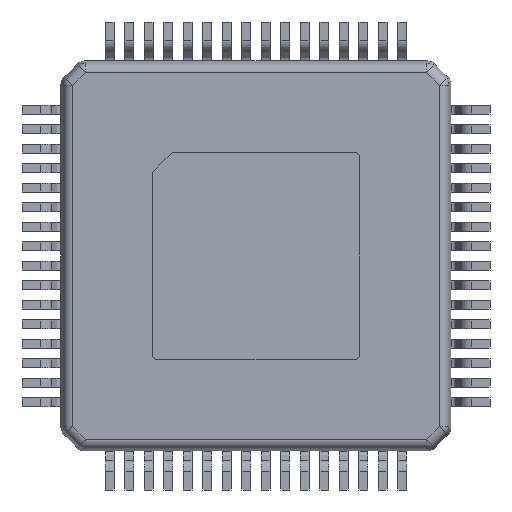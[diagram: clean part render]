
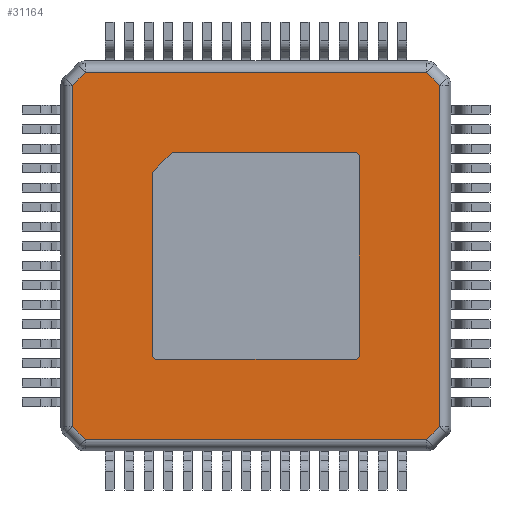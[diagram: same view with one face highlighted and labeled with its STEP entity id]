
A CAD part, front view. The second image highlights one B-rep face of the part: STEP entity #31164.
In plain terms, the highlighted planar face has unit normal (0, -1, 0).
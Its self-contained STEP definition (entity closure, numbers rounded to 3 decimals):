
#31024 = CARTESIAN_POINT ( 'NONE',  ( 2.65, 0.05, -2.55 ) ) ;
#31025 = VERTEX_POINT ( 'NONE', #31024 ) ;
#31026 = CARTESIAN_POINT ( 'NONE',  ( 2.65, 0.05, 2.55 ) ) ;
#31027 = VERTEX_POINT ( 'NONE', #31026 ) ;
#31028 = CARTESIAN_POINT ( 'NONE',  ( 2.65, 0.05, -2.65 ) ) ;
#31029 = DIRECTION ( 'NONE',  ( 0., 0., 1. ) ) ;
#31030 = VECTOR ( 'NONE', #31029, 1000. ) ;
#31031 = LINE ( 'NONE', #31028, #31030 ) ;
#31032 = EDGE_CURVE ( 'NONE', #31025, #31027, #31031, .T. ) ;
#31033 = ORIENTED_EDGE ( 'NONE', *, *, #31032, .F. ) ;
#31034 = CARTESIAN_POINT ( 'NONE',  ( 2.55, 0.05, -2.65 ) ) ;
#31035 = VERTEX_POINT ( 'NONE', #31034 ) ;
#31036 = CARTESIAN_POINT ( 'NONE',  ( 2.55, 0.05, -2.55 ) ) ;
#31037 = DIRECTION ( 'NONE',  ( 0., 1., 0. ) ) ;
#31038 = DIRECTION ( 'NONE',  ( 0., 0., -1. ) ) ;
#31039 = AXIS2_PLACEMENT_3D ( 'NONE', #31036, #31037, #31038 ) ;
#31040 = CIRCLE ( 'NONE', #31039, 0.1) ;
#31041 = EDGE_CURVE ( 'NONE', #31025, #31035, #31040, .T. ) ;
#31042 = ORIENTED_EDGE ( 'NONE', *, *, #31041, .T. ) ;
#31043 = CARTESIAN_POINT ( 'NONE',  ( -2.55, 0.05, -2.65 ) ) ;
#31044 = VERTEX_POINT ( 'NONE', #31043 ) ;
#31045 = CARTESIAN_POINT ( 'NONE',  ( -2.65, 0.05, -2.65 ) ) ;
#31046 = DIRECTION ( 'NONE',  ( 1., 0., 0. ) ) ;
#31047 = VECTOR ( 'NONE', #31046, 1000. ) ;
#31048 = LINE ( 'NONE', #31045, #31047 ) ;
#31049 = EDGE_CURVE ( 'NONE', #31044, #31035, #31048, .T. ) ;
#31050 = ORIENTED_EDGE ( 'NONE', *, *, #31049, .F. ) ;
#31051 = CARTESIAN_POINT ( 'NONE',  ( -2.65, 0.05, -2.55 ) ) ;
#31052 = VERTEX_POINT ( 'NONE', #31051 ) ;
#31053 = CARTESIAN_POINT ( 'NONE',  ( -2.55, 0.05, -2.55 ) ) ;
#31054 = DIRECTION ( 'NONE',  ( 0., 1., 0. ) ) ;
#31055 = DIRECTION ( 'NONE',  ( 0., 0., -1. ) ) ;
#31056 = AXIS2_PLACEMENT_3D ( 'NONE', #31053, #31054, #31055 ) ;
#31057 = CIRCLE ( 'NONE', #31056, 0.1) ;
#31058 = EDGE_CURVE ( 'NONE', #31044, #31052, #31057, .T. ) ;
#31059 = ORIENTED_EDGE ( 'NONE', *, *, #31058, .T. ) ;
#31060 = CARTESIAN_POINT ( 'NONE',  ( -2.65, 0.05, 2.15 ) ) ;
#31061 = VERTEX_POINT ( 'NONE', #31060 ) ;
#31062 = CARTESIAN_POINT ( 'NONE',  ( -2.65, 0.05, -2.65 ) ) ;
#31063 = DIRECTION ( 'NONE',  ( 0., 0., -1. ) ) ;
#31064 = VECTOR ( 'NONE', #31063, 1000. ) ;
#31065 = LINE ( 'NONE', #31062, #31064 ) ;
#31066 = EDGE_CURVE ( 'NONE', #31061, #31052, #31065, .T. ) ;
#31067 = ORIENTED_EDGE ( 'NONE', *, *, #31066, .F. ) ;
#31068 = CARTESIAN_POINT ( 'NONE',  ( -2.15, 0.05, 2.65 ) ) ;
#31069 = VERTEX_POINT ( 'NONE', #31068 ) ;
#31070 = CARTESIAN_POINT ( 'NONE',  ( -2.65, 0.05, 2.15 ) ) ;
#31071 = DIRECTION ( 'NONE',  ( 0.707, 0., 0.707 ) ) ;
#31072 = VECTOR ( 'NONE', #31071, 1000. ) ;
#31073 = LINE ( 'NONE', #31070, #31072 ) ;
#31074 = EDGE_CURVE ( 'NONE', #31061, #31069, #31073, .T. ) ;
#31075 = ORIENTED_EDGE ( 'NONE', *, *, #31074, .T. ) ;
#31076 = CARTESIAN_POINT ( 'NONE',  ( 2.55, 0.05, 2.65 ) ) ;
#31077 = VERTEX_POINT ( 'NONE', #31076 ) ;
#31078 = CARTESIAN_POINT ( 'NONE',  ( -2.65, 0.05, 2.65 ) ) ;
#31079 = DIRECTION ( 'NONE',  ( -1., 0., 0. ) ) ;
#31080 = VECTOR ( 'NONE', #31079, 1000. ) ;
#31081 = LINE ( 'NONE', #31078, #31080 ) ;
#31082 = EDGE_CURVE ( 'NONE', #31077, #31069, #31081, .T. ) ;
#31083 = ORIENTED_EDGE ( 'NONE', *, *, #31082, .F. ) ;
#31084 = CARTESIAN_POINT ( 'NONE',  ( 2.55, 0.05, 2.55 ) ) ;
#31085 = DIRECTION ( 'NONE',  ( 0., 1., 0. ) ) ;
#31086 = DIRECTION ( 'NONE',  ( 0., 0., -1. ) ) ;
#31087 = AXIS2_PLACEMENT_3D ( 'NONE', #31084, #31085, #31086 ) ;
#31088 = CIRCLE ( 'NONE', #31087, 0.1) ;
#31089 = EDGE_CURVE ( 'NONE', #31077, #31027, #31088, .T. ) ;
#31090 = ORIENTED_EDGE ( 'NONE', *, *, #31089, .T. ) ;
#31091 = EDGE_LOOP ( 'NONE', ( #31033, #31042, #31050, #31059, #31067, #31075, #31083, #31090 ) ) ;
#31092 = FACE_BOUND ( 'NONE', #31091, .T. ) ;
#31093 = CARTESIAN_POINT ( 'NONE',  ( -4.701, 0.05, 4.376 ) ) ;
#31094 = VERTEX_POINT ( 'NONE', #31093 ) ;
#31095 = CARTESIAN_POINT ( 'NONE',  ( -4.701, 0.05, -4.376 ) ) ;
#31096 = VERTEX_POINT ( 'NONE', #31095 ) ;
#31097 = CARTESIAN_POINT ( 'NONE',  ( -4.701, 0.05, 0. ) ) ;
#31098 = DIRECTION ( 'NONE',  ( 0., 0., -1. ) ) ;
#31099 = VECTOR ( 'NONE', #31098, 1000. ) ;
#31100 = LINE ( 'NONE', #31097, #31099 ) ;
#31101 = EDGE_CURVE ( 'NONE', #31094, #31096, #31100, .T. ) ;
#31102 = ORIENTED_EDGE ( 'NONE', *, *, #31101, .T. ) ;
#31103 = CARTESIAN_POINT ( 'NONE',  ( -4.376, 0.05, -4.701 ) ) ;
#31104 = VERTEX_POINT ( 'NONE', #31103 ) ;
#31105 = CARTESIAN_POINT ( 'NONE',  ( -4.539, 0.05, -4.539 ) ) ;
#31106 = DIRECTION ( 'NONE',  ( 0.707, 0., -0.707 ) ) ;
#31107 = VECTOR ( 'NONE', #31106, 1000. ) ;
#31108 = LINE ( 'NONE', #31105, #31107 ) ;
#31109 = EDGE_CURVE ( 'NONE', #31096, #31104, #31108, .T. ) ;
#31110 = ORIENTED_EDGE ( 'NONE', *, *, #31109, .T. ) ;
#31111 = CARTESIAN_POINT ( 'NONE',  ( 4.376, 0.05, -4.701 ) ) ;
#31112 = VERTEX_POINT ( 'NONE', #31111 ) ;
#31113 = CARTESIAN_POINT ( 'NONE',  ( 0., 0.05, -4.701 ) ) ;
#31114 = DIRECTION ( 'NONE',  ( 1., 0., 0. ) ) ;
#31115 = VECTOR ( 'NONE', #31114, 1000. ) ;
#31116 = LINE ( 'NONE', #31113, #31115 ) ;
#31117 = EDGE_CURVE ( 'NONE', #31104, #31112, #31116, .T. ) ;
#31118 = ORIENTED_EDGE ( 'NONE', *, *, #31117, .T. ) ;
#31119 = CARTESIAN_POINT ( 'NONE',  ( 4.701, 0.05, -4.376 ) ) ;
#31120 = VERTEX_POINT ( 'NONE', #31119 ) ;
#31121 = CARTESIAN_POINT ( 'NONE',  ( 4.539, 0.05, -4.539 ) ) ;
#31122 = DIRECTION ( 'NONE',  ( 0.707, 0., 0.707 ) ) ;
#31123 = VECTOR ( 'NONE', #31122, 1000. ) ;
#31124 = LINE ( 'NONE', #31121, #31123 ) ;
#31125 = EDGE_CURVE ( 'NONE', #31112, #31120, #31124, .T. ) ;
#31126 = ORIENTED_EDGE ( 'NONE', *, *, #31125, .T. ) ;
#31127 = CARTESIAN_POINT ( 'NONE',  ( 4.701, 0.05, 4.376 ) ) ;
#31128 = VERTEX_POINT ( 'NONE', #31127 ) ;
#31129 = CARTESIAN_POINT ( 'NONE',  ( 4.701, 0.05, 0. ) ) ;
#31130 = DIRECTION ( 'NONE',  ( 0., 0., 1. ) ) ;
#31131 = VECTOR ( 'NONE', #31130, 1000. ) ;
#31132 = LINE ( 'NONE', #31129, #31131 ) ;
#31133 = EDGE_CURVE ( 'NONE', #31120, #31128, #31132, .T. ) ;
#31134 = ORIENTED_EDGE ( 'NONE', *, *, #31133, .T. ) ;
#31135 = CARTESIAN_POINT ( 'NONE',  ( 4.376, 0.05, 4.701 ) ) ;
#31136 = VERTEX_POINT ( 'NONE', #31135 ) ;
#31137 = CARTESIAN_POINT ( 'NONE',  ( 4.539, 0.05, 4.539 ) ) ;
#31138 = DIRECTION ( 'NONE',  ( -0.707, 0., 0.707 ) ) ;
#31139 = VECTOR ( 'NONE', #31138, 1000. ) ;
#31140 = LINE ( 'NONE', #31137, #31139 ) ;
#31141 = EDGE_CURVE ( 'NONE', #31128, #31136, #31140, .T. ) ;
#31142 = ORIENTED_EDGE ( 'NONE', *, *, #31141, .T. ) ;
#31143 = CARTESIAN_POINT ( 'NONE',  ( -4.376, 0.05, 4.701 ) ) ;
#31144 = VERTEX_POINT ( 'NONE', #31143 ) ;
#31145 = CARTESIAN_POINT ( 'NONE',  ( 0., 0.05, 4.701 ) ) ;
#31146 = DIRECTION ( 'NONE',  ( -1., 0., 0. ) ) ;
#31147 = VECTOR ( 'NONE', #31146, 1000. ) ;
#31148 = LINE ( 'NONE', #31145, #31147 ) ;
#31149 = EDGE_CURVE ( 'NONE', #31136, #31144, #31148, .T. ) ;
#31150 = ORIENTED_EDGE ( 'NONE', *, *, #31149, .T. ) ;
#31151 = CARTESIAN_POINT ( 'NONE',  ( -4.539, 0.05, 4.539 ) ) ;
#31152 = DIRECTION ( 'NONE',  ( -0.707, 0., -0.707 ) ) ;
#31153 = VECTOR ( 'NONE', #31152, 1000. ) ;
#31154 = LINE ( 'NONE', #31151, #31153 ) ;
#31155 = EDGE_CURVE ( 'NONE', #31144, #31094, #31154, .T. ) ;
#31156 = ORIENTED_EDGE ( 'NONE', *, *, #31155, .T. ) ;
#31157 = EDGE_LOOP ( 'NONE', ( #31102, #31110, #31118, #31126, #31134, #31142, #31150, #31156 ) ) ;
#31158 = FACE_OUTER_BOUND ( 'NONE', #31157, .T. ) ;
#31159 = CARTESIAN_POINT ( 'NONE',  ( 0., 0.05, 0. ) ) ;
#31160 = DIRECTION ( 'NONE',  ( 0., -1., 0. ) ) ;
#31161 = DIRECTION ( 'NONE',  ( 0., 0., -1. ) ) ;
#31162 = AXIS2_PLACEMENT_3D ( 'NONE', #31159, #31160, #31161 ) ;
#31163 = PLANE ( 'NONE', #31162 ) ;
#31164 = ADVANCED_FACE ( 'NONE', ( #31092, #31158 ), #31163, .T. ) ;
